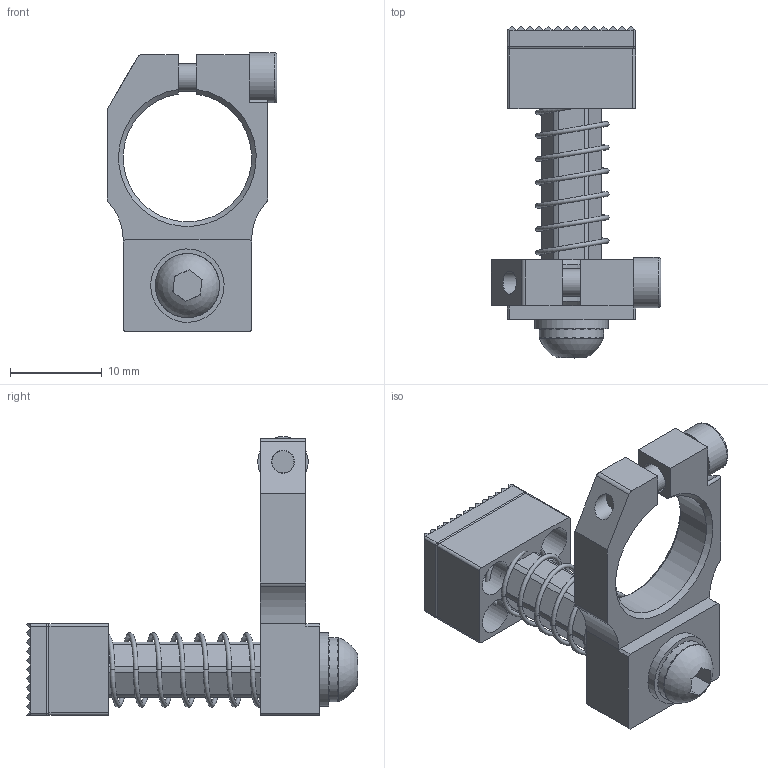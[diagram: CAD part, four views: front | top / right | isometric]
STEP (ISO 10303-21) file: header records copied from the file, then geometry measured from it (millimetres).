
FILE_DESCRIPTION(('STEP AP214'),'1');
FILE_NAME('GRF14.VSX.stp','2017-12-05T15:46:37',(' '),(' '),'Spatial InterOp 3D',' ',' ');
FILE_SCHEMA(('AUTOMOTIVE_DESIGN { 1 0 10303 214 1 1 1 1 }'));
Length unit declared in the file: millimetre
Products named in the file (11): GRF14.95.08.V; V.TCE3x12; V.TSP3x12; V.TBCE4x10.BUTT; M.8x26; GRF14.95.12; R.4; R.4.SCH; GRF14.95.13; GRF14.95.11
Assembly tree (10 placements, depth 2):
  (unnamed)
    GRF14.95.08.V
    V.TCE3x12
    V.TSP3x12
    V.TBCE4x10.BUTT
    M.8x26
    GRF14.95.12
    R.4
    R.4.SCH
    GRF14.95.13
    GRF14.95.11
Bounding box: 18.5 x 36.17 x 30.4 mm (x, y, z)
Volume: 3374.1 mm3; surface area: 4947.8 mm2
Topology: 19 solids, 20 shells, 1116 faces, 2313 edges, 1242 vertices
Faces by surface type: plane 951, cylinder 119, torus 27, cone 14, sphere 5
Full cylindrical faces by diameter (mm): 2.5 x3, 2.6 x1, 2.8 x4, 3 x2, 3.2 x1, 3.3 x2, 3.4 x1, 4 x5, 4.3 x2, 5.5 x1, 7 x1, 8 x1
Entity records: 36983 total; most frequent: DIRECTION 4911, CARTESIAN_POINT 4850, ORIENTED_EDGE 4432, EDGE_CURVE 2216, LINE 1693, VECTOR 1693, AXIS2_PLACEMENT_3D 1609, VERTEX_POINT 1216
